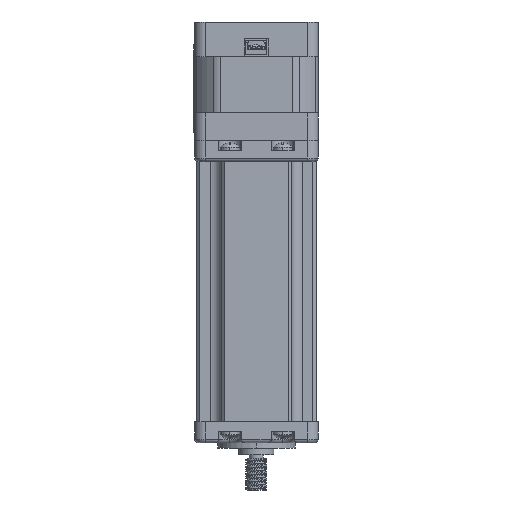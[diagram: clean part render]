
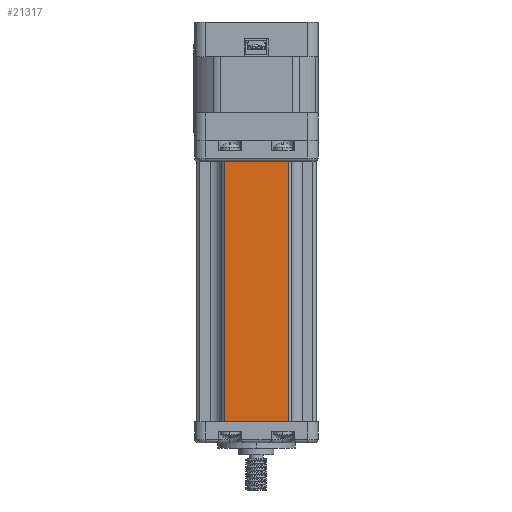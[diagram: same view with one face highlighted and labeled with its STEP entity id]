
A CAD part, front view. The second image highlights one B-rep face of the part: STEP entity #21317.
In plain terms, the highlighted planar face has unit normal (0, -1, 0).
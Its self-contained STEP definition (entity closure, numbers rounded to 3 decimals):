
#1381 = EDGE_CURVE ( 'NONE', #71897, #5656, #13881, .T. ) ;
#2682 = DIRECTION ( 'NONE',  ( 1., 0., 0. ) ) ;
#5656 = VERTEX_POINT ( 'NONE', #7448 ) ;
#7448 = CARTESIAN_POINT ( 'NONE',  ( -9., -17., -36.9 ) ) ;
#10701 = ORIENTED_EDGE ( 'NONE', *, *, #34456, .T. ) ;
#12626 = VERTEX_POINT ( 'NONE', #84426 ) ;
#13415 = CARTESIAN_POINT ( 'NONE',  ( 9., -17., 36.9 ) ) ;
#13881 = LINE ( 'NONE', #38760, #33115 ) ;
#14008 = DIRECTION ( 'NONE',  ( 1., 0., 0. ) ) ;
#16771 = LINE ( 'NONE', #43350, #33678 ) ;
#21317 = ADVANCED_FACE ( 'NONE', ( #29244 ), #22718, .F. ) ;
#22718 = PLANE ( 'NONE',  #30145 ) ;
#26701 = ORIENTED_EDGE ( 'NONE', *, *, #1381, .T. ) ;
#29244 = FACE_OUTER_BOUND ( 'NONE', #51582, .T. ) ;
#30145 = AXIS2_PLACEMENT_3D ( 'NONE', #42333, #36220, #2682 ) ;
#32324 = CARTESIAN_POINT ( 'NONE',  ( -9., -17., 36.9 ) ) ;
#32327 = EDGE_CURVE ( 'NONE', #71897, #73525, #72826, .T. ) ;
#33115 = VECTOR ( 'NONE', #40029, 1000. ) ;
#33678 = VECTOR ( 'NONE', #69925, 1000. ) ;
#34456 = EDGE_CURVE ( 'NONE', #5656, #12626, #57680, .T. ) ;
#35520 = ORIENTED_EDGE ( 'NONE', *, *, #32327, .F. ) ;
#36220 = DIRECTION ( 'NONE',  ( 0., 1., 0. ) ) ;
#38760 = CARTESIAN_POINT ( 'NONE',  ( -9., -17., 36.9 ) ) ;
#40029 = DIRECTION ( 'NONE',  ( 0., 0., -1. ) ) ;
#42333 = CARTESIAN_POINT ( 'NONE',  ( -9., -17., 36.9 ) ) ;
#43350 = CARTESIAN_POINT ( 'NONE',  ( 9., -17., 36.9 ) ) ;
#50313 = CARTESIAN_POINT ( 'NONE',  ( -9., -17., -36.9 ) ) ;
#51419 = VECTOR ( 'NONE', #62926, 1000. ) ;
#51582 = EDGE_LOOP ( 'NONE', ( #10701, #62841, #35520, #26701 ) ) ;
#54030 = VECTOR ( 'NONE', #14008, 1000. ) ;
#57680 = LINE ( 'NONE', #50313, #51419 ) ;
#62841 = ORIENTED_EDGE ( 'NONE', *, *, #74161, .F. ) ;
#62926 = DIRECTION ( 'NONE',  ( 1., 0., 0. ) ) ;
#69925 = DIRECTION ( 'NONE',  ( 0., 0., -1. ) ) ;
#71897 = VERTEX_POINT ( 'NONE', #32324 ) ;
#72826 = LINE ( 'NONE', #74129, #54030 ) ;
#73525 = VERTEX_POINT ( 'NONE', #13415 ) ;
#74129 = CARTESIAN_POINT ( 'NONE',  ( -9., -17., 36.9 ) ) ;
#74161 = EDGE_CURVE ( 'NONE', #73525, #12626, #16771, .T. ) ;
#84426 = CARTESIAN_POINT ( 'NONE',  ( 9., -17., -36.9 ) ) ;
